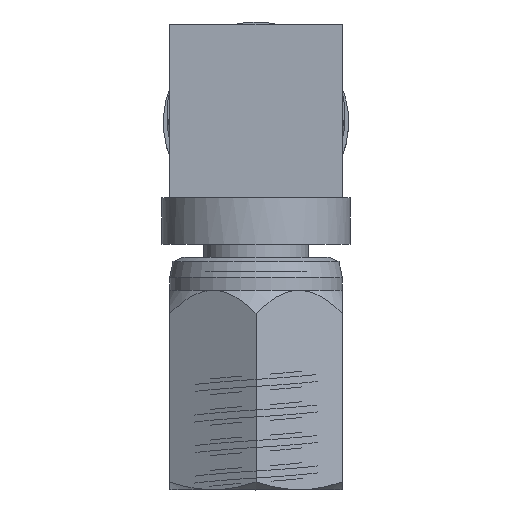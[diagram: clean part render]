
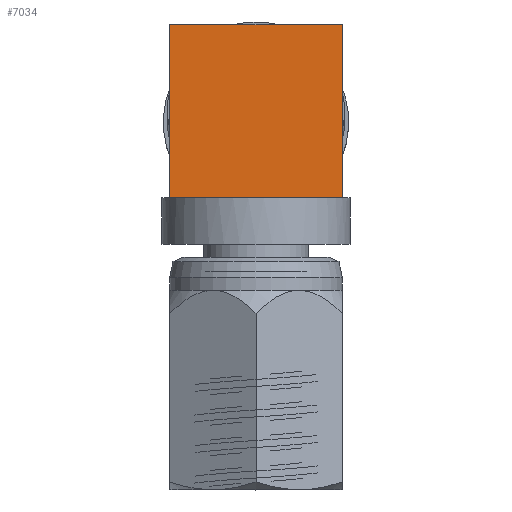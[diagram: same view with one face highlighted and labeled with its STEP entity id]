
A CAD part, top view. The second image highlights one B-rep face of the part: STEP entity #7034.
In plain terms, the highlighted face is planar.
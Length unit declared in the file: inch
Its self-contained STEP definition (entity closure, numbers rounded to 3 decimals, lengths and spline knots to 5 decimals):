
#244 = DIRECTION ( 'NONE',  ( 0., 0., -1. ) ) ;
#276 = FACE_OUTER_BOUND ( 'NONE', #7640, .T. ) ;
#432 = EDGE_CURVE ( 'NONE', #5005, #4381, #5803, .T. ) ;
#464 = LINE ( 'NONE', #984, #2106 ) ;
#544 = VECTOR ( 'NONE', #3601, 39.37008 ) ;
#657 = VERTEX_POINT ( 'NONE', #1649 ) ;
#755 = CARTESIAN_POINT ( 'NONE',  ( 0.078, 0.078, -0.32973 ) ) ;
#792 = CARTESIAN_POINT ( 'NONE',  ( 0.078, 0.078, -0.17373 ) ) ;
#984 = CARTESIAN_POINT ( 'NONE',  ( -0.078, 0.078, -0.17373 ) ) ;
#1108 = VECTOR ( 'NONE', #6935, 39.37008 ) ;
#1171 = VERTEX_POINT ( 'NONE', #1941 ) ;
#1620 = LINE ( 'NONE', #5860, #3237 ) ;
#1649 = CARTESIAN_POINT ( 'NONE',  ( -0.078, 0.078, -0.17373 ) ) ;
#1741 = LINE ( 'NONE', #4938, #544 ) ;
#1758 = AXIS2_PLACEMENT_3D ( 'NONE', #792, #6976, #244 ) ;
#1941 = CARTESIAN_POINT ( 'NONE',  ( 0.078, 0.078, -0.17373 ) ) ;
#2106 = VECTOR ( 'NONE', #3569, 39.37008 ) ;
#2184 = EDGE_CURVE ( 'NONE', #6832, #657, #3252, .T. ) ;
#2266 = CARTESIAN_POINT ( 'NONE',  ( 0.03378, 0.078, -0.17373 ) ) ;
#2342 = CARTESIAN_POINT ( 'NONE',  ( -0.078, 0.078, -0.32973 ) ) ;
#2583 = PLANE ( 'NONE',  #1758 ) ;
#2797 = DIRECTION ( 'NONE',  ( -1., 0., 0. ) ) ;
#2820 = CARTESIAN_POINT ( 'NONE',  ( 0.078, 0.078, -0.17373 ) ) ;
#3237 = VECTOR ( 'NONE', #2797, 39.37008 ) ;
#3252 = LINE ( 'NONE', #3827, #5884 ) ;
#3377 = LINE ( 'NONE', #2820, #5719 ) ;
#3569 = DIRECTION ( 'NONE',  ( 0., 0., 1. ) ) ;
#3601 = DIRECTION ( 'NONE',  ( -1., 0., 0. ) ) ;
#3749 = EDGE_CURVE ( 'NONE', #1171, #4135, #1620, .T. ) ;
#3827 = CARTESIAN_POINT ( 'NONE',  ( 0.078, 0.078, -0.17373 ) ) ;
#3896 = EDGE_CURVE ( 'NONE', #4135, #6832, #1741, .T. ) ;
#4135 = VERTEX_POINT ( 'NONE', #2266 ) ;
#4145 = ORIENTED_EDGE ( 'NONE', *, *, #3896, .F. ) ;
#4325 = ORIENTED_EDGE ( 'NONE', *, *, #432, .T. ) ;
#4381 = VERTEX_POINT ( 'NONE', #2342 ) ;
#4904 = ORIENTED_EDGE ( 'NONE', *, *, #5744, .F. ) ;
#4938 = CARTESIAN_POINT ( 'NONE',  ( 0.078, 0.078, -0.17373 ) ) ;
#5005 = VERTEX_POINT ( 'NONE', #6583 ) ;
#5010 = EDGE_CURVE ( 'NONE', #4381, #657, #464, .T. ) ;
#5719 = VECTOR ( 'NONE', #5763, 39.37008 ) ;
#5744 = EDGE_CURVE ( 'NONE', #5005, #1171, #3377, .T. ) ;
#5763 = DIRECTION ( 'NONE',  ( 0., 0., 1. ) ) ;
#5803 = LINE ( 'NONE', #755, #1108 ) ;
#5852 = ORIENTED_EDGE ( 'NONE', *, *, #5010, .T. ) ;
#5860 = CARTESIAN_POINT ( 'NONE',  ( 0.078, 0.078, -0.17373 ) ) ;
#5884 = VECTOR ( 'NONE', #6888, 39.37008 ) ;
#6348 = ORIENTED_EDGE ( 'NONE', *, *, #3749, .F. ) ;
#6583 = CARTESIAN_POINT ( 'NONE',  ( 0.078, 0.078, -0.32973 ) ) ;
#6832 = VERTEX_POINT ( 'NONE', #7792 ) ;
#6888 = DIRECTION ( 'NONE',  ( -1., 0., 0. ) ) ;
#6935 = DIRECTION ( 'NONE',  ( -1., 0., 0. ) ) ;
#6976 = DIRECTION ( 'NONE',  ( 0., -1., 0. ) ) ;
#7034 = ADVANCED_FACE ( 'NONE', ( #276 ), #2583, .F. ) ;
#7640 = EDGE_LOOP ( 'NONE', ( #5852, #7716, #4145, #6348, #4904, #4325 ) ) ;
#7716 = ORIENTED_EDGE ( 'NONE', *, *, #2184, .F. ) ;
#7792 = CARTESIAN_POINT ( 'NONE',  ( -0.03378, 0.078, -0.17373 ) ) ;
